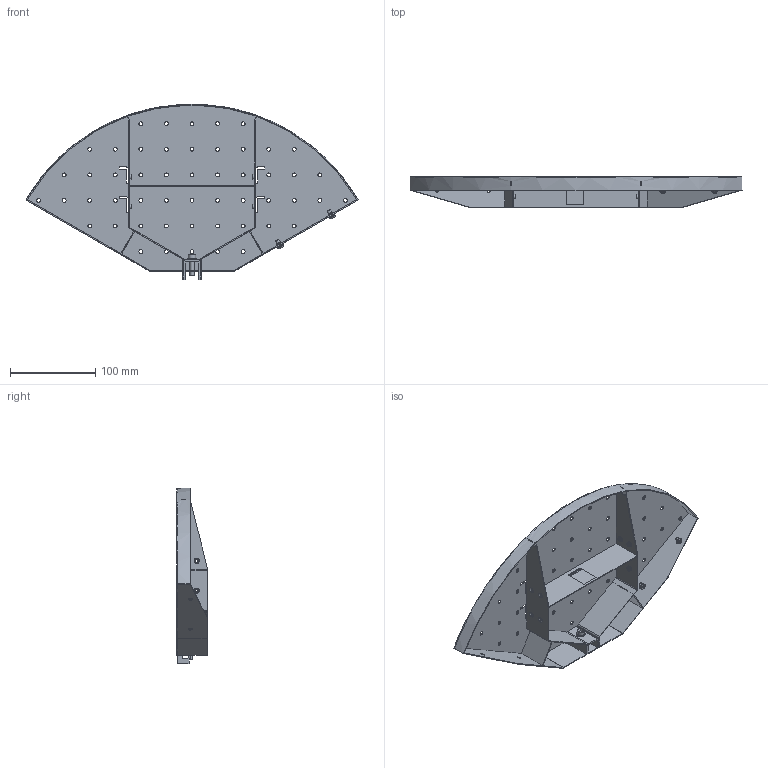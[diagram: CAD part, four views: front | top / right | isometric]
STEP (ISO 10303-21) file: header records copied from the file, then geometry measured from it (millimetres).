
FILE_DESCRIPTION((''),'2;1');
FILE_NAME('2921951_ASM','2015-02-03T',('SYSTEM'),(''),'PRO/ENGINEER BY PARAMETRIC TECHNOLOGY CORPORATION, 2014090','PRO/ENGINEER BY PARAMETRIC TECHNOLOGY CORPORATION, 2014090','');
FILE_SCHEMA(('CONFIG_CONTROL_DESIGN'));
Length unit declared in the file: millimetre
Products named in the file (15): 2038914; 2045326; 1877031; 2266419; 2266509; 2266594; 2721444; 2719817; 2045573_ASM; 345915; 200672; 00191604; 00398128; 2922922_ASM; 2921951_ASM
Assembly tree (16 placements, depth 3):
  2921951_ASM
    2045573_ASM
      2038914
      2045326
      1877031
      2266419
      2266509
      2266594
      2721444
      2719817  x2
    345915
    200672
    00191604  x2
    2922922_ASM
      00398128
Bounding box: 389.51 x 36 x 206.13 mm (x, y, z)
Volume: 96415.4 mm3; surface area: 196602.7 mm2
Topology: 14 solids, 14 shells, 1026 faces, 2754 edges, 1766 vertices
Faces by surface type: plane 661, cylinder 297, torus 50, cone 12, bspline 6
Entity records: 31574 total; most frequent: CARTESIAN_POINT 5514, DIRECTION 5414, ORIENTED_EDGE 5312, EDGE_CURVE 2656, VECTOR 1936, LINE 1936, AXIS2_PLACEMENT_3D 1739, VERTEX_POINT 1705
